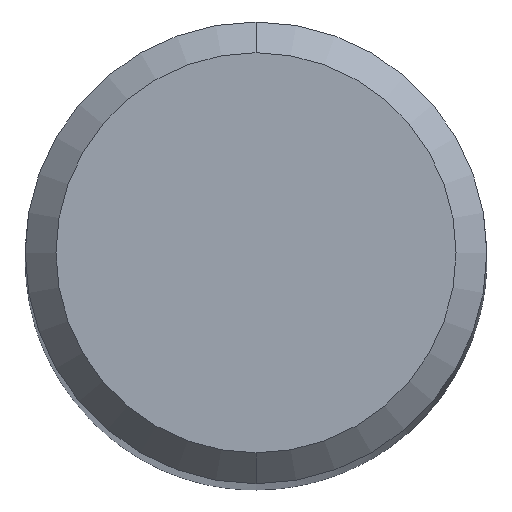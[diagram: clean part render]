
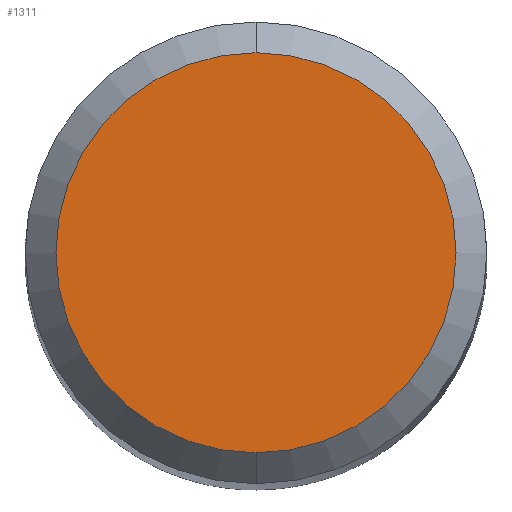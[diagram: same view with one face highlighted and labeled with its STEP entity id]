
A CAD part, top view. The second image highlights one B-rep face of the part: STEP entity #1311.
In plain terms, the highlighted planar face has unit normal (0, 0, 1).
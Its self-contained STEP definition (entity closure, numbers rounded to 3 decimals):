
#533=VERTEX_POINT('',#1434);
#701=EDGE_CURVE('',#533,#1155,#1620,.T.);
#751=EDGE_CURVE('',#1155,#533,#1676,.T.);
#1155=VERTEX_POINT('',#2108);
#1311=ADVANCED_FACE('',(#2281),#2282,.T.);
#1434=CARTESIAN_POINT('',(0.0,2.6,0.0));
#1620=CIRCLE('',#2971,2.6);
#1676=CIRCLE('',#3141,2.6);
#2108=CARTESIAN_POINT('',(0.,-2.6,0.0));
#2281=FACE_OUTER_BOUND('',#5016,.T.);
#2282=PLANE('',#5017);
#2971=AXIS2_PLACEMENT_3D('',#5381,#5382,#5383);
#3141=AXIS2_PLACEMENT_3D('',#5428,#5429,#5430);
#5016=EDGE_LOOP('',(#5922,#5923));
#5017=AXIS2_PLACEMENT_3D('',#5924,#5925,#5926);
#5381=CARTESIAN_POINT('',(0.0,0.0,0.0));
#5382=DIRECTION('',(0.0,0.0,-1.0));
#5383=DIRECTION('',(0.0,1.0,0.0));
#5428=CARTESIAN_POINT('',(0.0,0.0,0.0));
#5429=DIRECTION('',(0.0,0.0,-1.0));
#5430=DIRECTION('',(0.0,1.0,0.0));
#5922=ORIENTED_EDGE('',*,*,#701,.F.);
#5923=ORIENTED_EDGE('',*,*,#751,.F.);
#5924=CARTESIAN_POINT('',(0.0,1.3,0.0));
#5925=DIRECTION('',(-0.0,0.0,1.0));
#5926=DIRECTION('',(0.0,-1.0,0.0));
